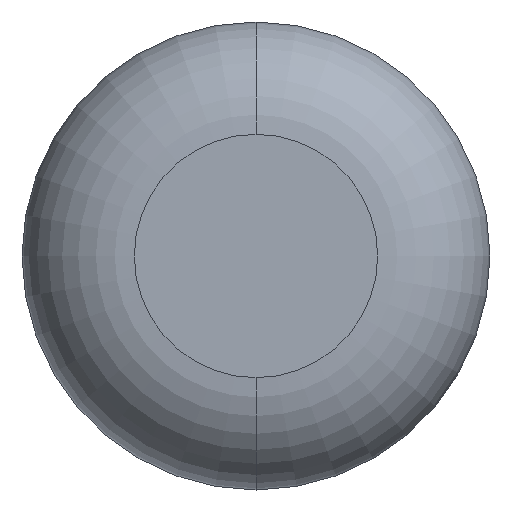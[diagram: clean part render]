
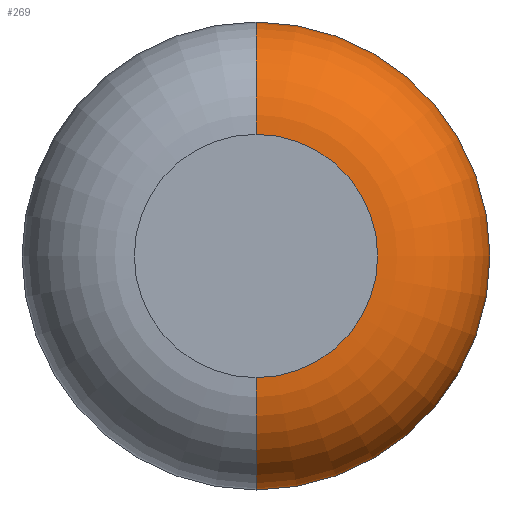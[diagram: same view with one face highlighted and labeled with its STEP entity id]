
A CAD part, front view. The second image highlights one B-rep face of the part: STEP entity #269.
In plain terms, the highlighted toroidal (fillet/blend) face has major radius 2.477 mm and minor radius 2.286 mm.
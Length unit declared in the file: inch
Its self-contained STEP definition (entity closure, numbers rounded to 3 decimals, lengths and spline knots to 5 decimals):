
#8 = VERTEX_POINT ( 'NONE', #259 ) ;
#10 = AXIS2_PLACEMENT_3D ( 'NONE', #463, #458, #546 ) ;
#18 = DIRECTION ( 'NONE',  ( 0., 0., -1. ) ) ;
#28 = DIRECTION ( 'NONE',  ( 0., -1., 0. ) ) ;
#36 = AXIS2_PLACEMENT_3D ( 'NONE', #241, #379, #48 ) ;
#40 = AXIS2_PLACEMENT_3D ( 'NONE', #344, #548, #126 ) ;
#42 = CIRCLE ( 'NONE', #36, 0.0975 ) ;
#48 = DIRECTION ( 'NONE',  ( 0., 0., -1. ) ) ;
#78 = ORIENTED_EDGE ( 'NONE', *, *, #522, .F. ) ;
#92 = CARTESIAN_POINT ( 'NONE',  ( 0., 0., -0.0975 ) ) ;
#106 = VERTEX_POINT ( 'NONE', #92 ) ;
#107 = EDGE_CURVE ( 'NONE', #8, #169, #274, .T. ) ;
#116 = TOROIDAL_SURFACE ( 'NONE', #187, 0.0975, 0.09 ) ;
#124 = AXIS2_PLACEMENT_3D ( 'NONE', #483, #346, #260 ) ;
#126 = DIRECTION ( 'NONE',  ( 0., 0., -1. ) ) ;
#169 = VERTEX_POINT ( 'NONE', #426 ) ;
#182 = EDGE_CURVE ( 'NONE', #521, #8, #225, .T. ) ;
#187 = AXIS2_PLACEMENT_3D ( 'NONE', #262, #28, #18 ) ;
#189 = ORIENTED_EDGE ( 'NONE', *, *, #182, .T. ) ;
#225 = CIRCLE ( 'NONE', #40, 0.1875 ) ;
#241 = CARTESIAN_POINT ( 'NONE',  ( 0., 0., 0. ) ) ;
#259 = CARTESIAN_POINT ( 'NONE',  ( 0., 0.09, 0.1875 ) ) ;
#260 = DIRECTION ( 'NONE',  ( 0., 0., -1. ) ) ;
#262 = CARTESIAN_POINT ( 'NONE',  ( 0., 0.09, 0. ) ) ;
#269 = ADVANCED_FACE ( 'NONE', ( #475 ), #116, .T. ) ;
#274 = CIRCLE ( 'NONE', #124, 0.09 ) ;
#312 = CIRCLE ( 'NONE', #10, 0.09 ) ;
#344 = CARTESIAN_POINT ( 'NONE',  ( 0., 0.09, 0. ) ) ;
#346 = DIRECTION ( 'NONE',  ( 1., 0., 0. ) ) ;
#366 = ORIENTED_EDGE ( 'NONE', *, *, #543, .F. ) ;
#379 = DIRECTION ( 'NONE',  ( 0., -1., 0. ) ) ;
#426 = CARTESIAN_POINT ( 'NONE',  ( 0., 0., 0.0975 ) ) ;
#433 = ORIENTED_EDGE ( 'NONE', *, *, #107, .T. ) ;
#454 = EDGE_LOOP ( 'NONE', ( #189, #433, #366, #78 ) ) ;
#458 = DIRECTION ( 'NONE',  ( -1., 0., 0. ) ) ;
#463 = CARTESIAN_POINT ( 'NONE',  ( 0., 0.09, -0.0975 ) ) ;
#475 = FACE_OUTER_BOUND ( 'NONE', #454, .T. ) ;
#483 = CARTESIAN_POINT ( 'NONE',  ( 0., 0.09, 0.0975 ) ) ;
#521 = VERTEX_POINT ( 'NONE', #544 ) ;
#522 = EDGE_CURVE ( 'NONE', #521, #106, #312, .T. ) ;
#543 = EDGE_CURVE ( 'NONE', #106, #169, #42, .T. ) ;
#544 = CARTESIAN_POINT ( 'NONE',  ( 0., 0.09, -0.1875 ) ) ;
#546 = DIRECTION ( 'NONE',  ( 0., 0., 1. ) ) ;
#548 = DIRECTION ( 'NONE',  ( 0., -1., 0. ) ) ;
